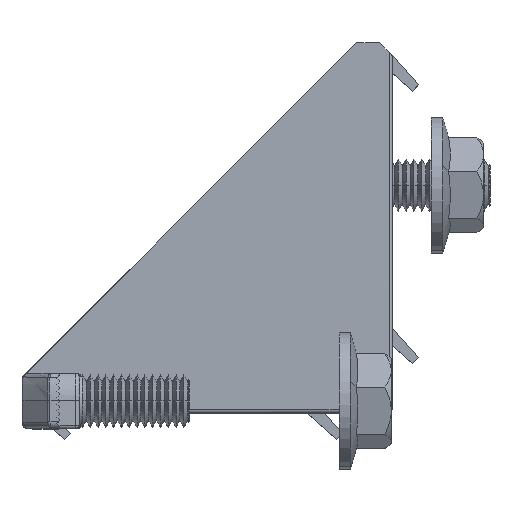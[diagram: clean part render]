
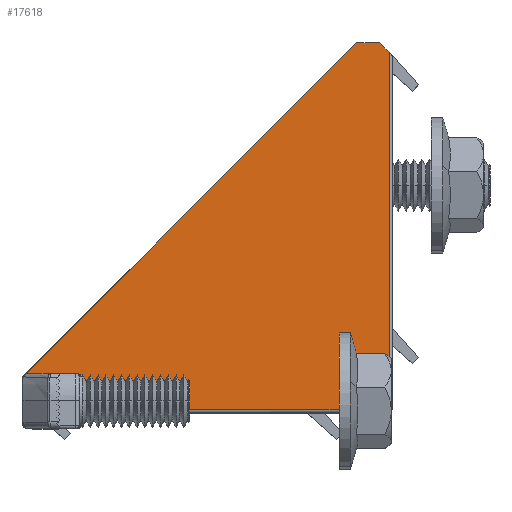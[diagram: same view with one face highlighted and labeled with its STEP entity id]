
A CAD part, top view. The second image highlights one B-rep face of the part: STEP entity #17618.
In plain terms, the highlighted planar face has unit normal (0.012, -0.012, 1).
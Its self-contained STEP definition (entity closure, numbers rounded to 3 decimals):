
#17 = ORIENTED_EDGE ( 'NONE', *, *, #15449, .T. ) ;
#318 = CARTESIAN_POINT ( 'NONE',  ( -0.494, 0.994, 28.247 ) ) ;
#479 = EDGE_LOOP ( 'NONE', ( #17147, #3518, #22071, #5154, #9972, #18283, #17, #12598, #1719 ) ) ;
#485 = CARTESIAN_POINT ( 'NONE',  ( -0.64, 0.64, 28.244 ) ) ;
#532 = CARTESIAN_POINT ( 'NONE',  ( -57., 56.992, 29.636 ) ) ;
#839 = VECTOR ( 'NONE', #21086, 1000. ) ;
#1606 = VECTOR ( 'NONE', #1959, 1000. ) ;
#1719 = ORIENTED_EDGE ( 'NONE', *, *, #18955, .T. ) ;
#1729 = CARTESIAN_POINT ( 'NONE',  ( -55.001, 0.001, 28.907 ) ) ;
#1959 = DIRECTION ( 'NONE',  ( 0., 1., 0.012 ) ) ;
#2150 = LINE ( 'NONE', #12266, #1606 ) ;
#2251 = DIRECTION ( 'NONE',  ( 0., -1., -0.012 ) ) ;
#2692 = VERTEX_POINT ( 'NONE', #17535 ) ;
#2723 = CARTESIAN_POINT ( 'NONE',  ( -2., 57., 28.957 ) ) ;
#2906 = DIRECTION ( 'NONE',  ( 0.012, -0.012, 1. ) ) ;
#2993 = EDGE_CURVE ( 'NONE', #6752, #19460, #9989, .T. ) ;
#3518 = ORIENTED_EDGE ( 'NONE', *, *, #2993, .T. ) ;
#3617 = EDGE_CURVE ( 'NONE', #6733, #15361, #2150, .T. ) ;
#3817 = CARTESIAN_POINT ( 'NONE',  ( -55.494, 0.494, 28.92 ) ) ;
#3918 = CARTESIAN_POINT ( 'NONE',  ( -0.494, 0.859, 28.245 ) ) ;
#4429 = VERTEX_POINT ( 'NONE', #2723 ) ;
#4945 = DIRECTION ( 'NONE',  ( 0.707, -0.707, -0.017 ) ) ;
#5154 = ORIENTED_EDGE ( 'NONE', *, *, #18439, .T. ) ;
#5163 = VECTOR ( 'NONE', #2251, 1000. ) ;
#5970 = CARTESIAN_POINT ( 'NONE',  ( -0.994, 0.494, 28.247 ) ) ;
#6174 = DIRECTION ( 'NONE',  ( -0.707, 0.707, 0.017 ) ) ;
#6353 = CARTESIAN_POINT ( 'NONE',  ( -5.5, 57., 29. ) ) ;
#6733 = VERTEX_POINT ( 'NONE', #318 ) ;
#6752 = VERTEX_POINT ( 'NONE', #3817 ) ;
#7216 = CARTESIAN_POINT ( 'NONE',  ( -5.509, 0.494, 28.303 ) ) ;
#7278 = VECTOR ( 'NONE', #6174, 1000. ) ;
#7491 = CARTESIAN_POINT ( 'NONE',  ( -0.494, 55.494, 28.92 ) ) ;
#7695 = CARTESIAN_POINT ( 'NONE',  ( -0.64, 0.64, 28.244 ) ) ;
#8924 = EDGE_CURVE ( 'NONE', #19460, #10069, #17442, .T. ) ;
#9372 = CARTESIAN_POINT ( 'NONE',  ( -0.859, 0.494, 28.245 ) ) ;
#9662 = VERTEX_POINT ( 'NONE', #10328 ) ;
#9972 = ORIENTED_EDGE ( 'NONE', *, *, #3617, .T. ) ;
#9989 = LINE ( 'NONE', #7216, #839 ) ;
#10069 = VERTEX_POINT ( 'NONE', #15833 ) ;
#10316 = DIRECTION ( 'NONE',  ( -0.707, -0.707, 0. ) ) ;
#10328 = CARTESIAN_POINT ( 'NONE',  ( -5.5, 57., 29. ) ) ;
#10788 = CARTESIAN_POINT ( 'NONE',  ( -0.545, 0.735, 28.244 ) ) ;
#11178 = EDGE_CURVE ( 'NONE', #15361, #4429, #16973, .T. ) ;
#11848 = LINE ( 'NONE', #20523, #15337 ) ;
#11981 = LINE ( 'NONE', #1729, #13051 ) ;
#12266 = CARTESIAN_POINT ( 'NONE',  ( -0.494, 57.001, 28.938 ) ) ;
#12598 = ORIENTED_EDGE ( 'NONE', *, *, #14144, .T. ) ;
#13051 = VECTOR ( 'NONE', #4945, 1000. ) ;
#14078 = FACE_OUTER_BOUND ( 'NONE', #479, .T. ) ;
#14144 = EDGE_CURVE ( 'NONE', #9662, #2692, #11848, .T. ) ;
#14327 = LINE ( 'NONE', #532, #5163 ) ;
#14954 = DIRECTION ( 'NONE',  ( 1., 0., -0.012 ) ) ;
#15023 = VERTEX_POINT ( 'NONE', #17302 ) ;
#15337 = VECTOR ( 'NONE', #10316, 1000. ) ;
#15361 = VERTEX_POINT ( 'NONE', #7491 ) ;
#15449 = EDGE_CURVE ( 'NONE', #4429, #9662, #21680, .T. ) ;
#15833 = CARTESIAN_POINT ( 'NONE',  ( -0.64, 0.64, 28.244 ) ) ;
#15956 = CARTESIAN_POINT ( 'NONE',  ( -0.494, 0.994, 28.247 ) ) ;
#16285 = CARTESIAN_POINT ( 'NONE',  ( -0.735, 0.545, 28.244 ) ) ;
#16482 = CARTESIAN_POINT ( 'NONE',  ( -2.001, 57.001, 28.957 ) ) ;
#16973 = LINE ( 'NONE', #16482, #7278 ) ;
#16983 =( BOUNDED_CURVE ( )  B_SPLINE_CURVE ( 3, ( #485, #10788, #3918, #15956 ),
 .UNSPECIFIED., .F., .F. ) 
 B_SPLINE_CURVE_WITH_KNOTS ( ( 4, 4 ),
 ( 0., 0.785 ),
 .UNSPECIFIED. ) 
 CURVE ( )  GEOMETRIC_REPRESENTATION_ITEM ( )  RATIONAL_B_SPLINE_CURVE ( ( 1., 0.949, 0.949, 1. ) ) 
 REPRESENTATION_ITEM ( '' )  );
#17147 = ORIENTED_EDGE ( 'NONE', *, *, #22117, .T. ) ;
#17164 = VECTOR ( 'NONE', #18219, 1000. ) ;
#17302 = CARTESIAN_POINT ( 'NONE',  ( -57., 2., 28.957 ) ) ;
#17442 =( BOUNDED_CURVE ( )  B_SPLINE_CURVE ( 3, ( #5970, #9372, #16285, #7695 ),
 .UNSPECIFIED., .F., .T. ) 
 B_SPLINE_CURVE_WITH_KNOTS ( ( 4, 4 ),
 ( 5.498, 6.283 ),
 .UNSPECIFIED. ) 
 CURVE ( )  GEOMETRIC_REPRESENTATION_ITEM ( )  RATIONAL_B_SPLINE_CURVE ( ( 1., 0.949, 0.949, 1. ) ) 
 REPRESENTATION_ITEM ( '' )  );
#17535 = CARTESIAN_POINT ( 'NONE',  ( -57., 5.5, 29. ) ) ;
#17618 = ADVANCED_FACE ( 'NONE', ( #14078 ), #20012, .T. ) ;
#18219 = DIRECTION ( 'NONE',  ( -1., 0., 0.012 ) ) ;
#18283 = ORIENTED_EDGE ( 'NONE', *, *, #11178, .T. ) ;
#18439 = EDGE_CURVE ( 'NONE', #10069, #6733, #16983, .T. ) ;
#18955 = EDGE_CURVE ( 'NONE', #2692, #15023, #14327, .T. ) ;
#19460 = VERTEX_POINT ( 'NONE', #19515 ) ;
#19515 = CARTESIAN_POINT ( 'NONE',  ( -0.994, 0.494, 28.247 ) ) ;
#19614 = AXIS2_PLACEMENT_3D ( 'NONE', #21707, #2906, #14954 ) ;
#20012 = PLANE ( 'NONE',  #19614 ) ;
#20523 = CARTESIAN_POINT ( 'NONE',  ( -5.5, 57., 29. ) ) ;
#21086 = DIRECTION ( 'NONE',  ( 1., 0., -0.012 ) ) ;
#21680 = LINE ( 'NONE', #6353, #17164 ) ;
#21707 = CARTESIAN_POINT ( 'NONE',  ( -5.5, 57., 29. ) ) ;
#22071 = ORIENTED_EDGE ( 'NONE', *, *, #8924, .T. ) ;
#22117 = EDGE_CURVE ( 'NONE', #15023, #6752, #11981, .T. ) ;
